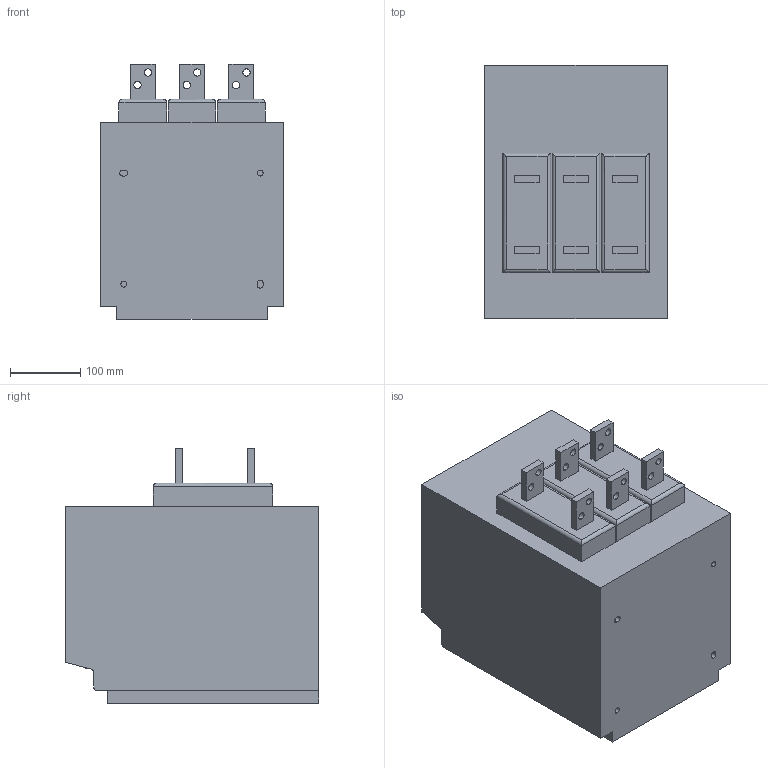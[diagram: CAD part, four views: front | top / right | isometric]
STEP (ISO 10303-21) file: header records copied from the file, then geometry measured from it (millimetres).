
FILE_DESCRIPTION (( 'STEP AP203' ), '1' );
FILE_NAME ('ÂÀ-450 1000-1000À Âûêàòíîé (mccb450-1000-100v).STEP', '2020-03-24T08:03:38', ( '' ), ( '' ), 'SwSTEP 2.0', 'SolidWorks 2019', '' );
FILE_SCHEMA (( 'CONFIG_CONTROL_DESIGN' ));
Length unit declared in the file: millimetre
Products named in the file (1): ÂÀ-450 1000-1000À Âûêàòíîé (mccb450-1000-100v)
Bounding box: 260 x 360 x 364 mm (x, y, z)
Volume: 24727219.8 mm3; surface area: 751117.9 mm2
Topology: 1 solids, 1 shells, 346 faces, 908 edges, 588 vertices
Faces by surface type: plane 233, bspline 64, cylinder 49
Entity records: 12123 total; most frequent: CARTESIAN_POINT 3895, ORIENTED_EDGE 1816, DIRECTION 1408, EDGE_CURVE 908, VECTOR 694, LINE 694, VERTEX_POINT 588, EDGE_LOOP 394
